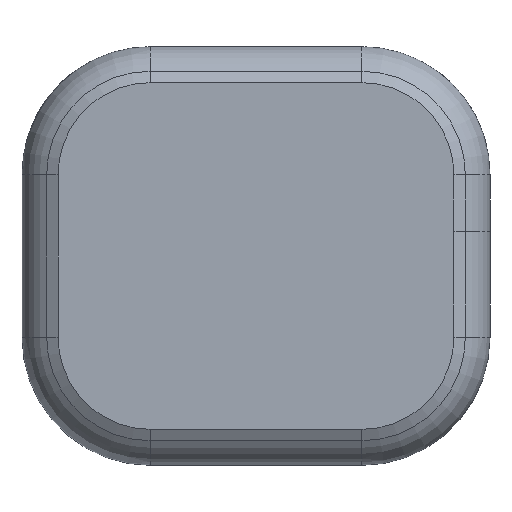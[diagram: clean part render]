
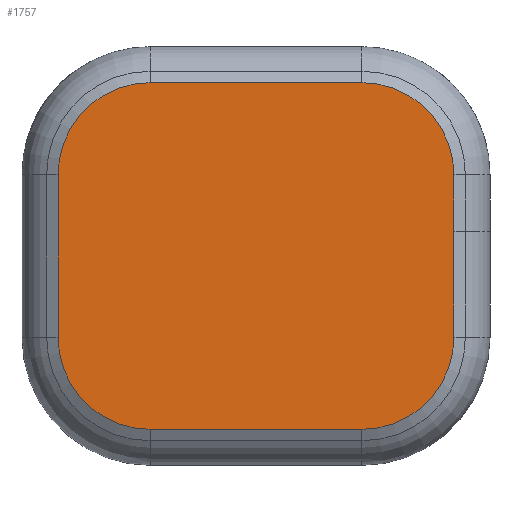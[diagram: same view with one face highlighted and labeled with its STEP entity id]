
A CAD part, front view. The second image highlights one B-rep face of the part: STEP entity #1757.
In plain terms, the highlighted planar face has unit normal (0, -1, 0).
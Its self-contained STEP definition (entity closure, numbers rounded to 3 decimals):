
#7 = EDGE_CURVE ( 'NONE', #1239, #1295, #1419, .T. ) ;
#60 = DIRECTION ( 'NONE',  ( 0., -1., 0. ) ) ;
#84 = DIRECTION ( 'NONE',  ( 0., 0., 1. ) ) ;
#87 = DIRECTION ( 'NONE',  ( 0., -1., 0. ) ) ;
#88 = AXIS2_PLACEMENT_3D ( 'NONE', #824, #955, #1392 ) ;
#109 = CARTESIAN_POINT ( 'NONE',  ( 8.036, 0., 0. ) ) ;
#110 = LINE ( 'NONE', #402, #811 ) ;
#132 = EDGE_CURVE ( 'NONE', #1432, #1239, #1342, .T. ) ;
#174 = EDGE_CURVE ( 'NONE', #437, #853, #1670, .T. ) ;
#185 = ORIENTED_EDGE ( 'NONE', *, *, #132, .T. ) ;
#192 = CARTESIAN_POINT ( 'NONE',  ( 8.036, 0., -4.3 ) ) ;
#227 = DIRECTION ( 'NONE',  ( 0., 0., 1. ) ) ;
#266 = EDGE_CURVE ( 'NONE', #1295, #1160, #1014, .T. ) ;
#275 = ORIENTED_EDGE ( 'NONE', *, *, #644, .T. ) ;
#379 = VERTEX_POINT ( 'NONE', #583 ) ;
#392 = CARTESIAN_POINT ( 'NONE',  ( 8.036, 0., 2.3 ) ) ;
#402 = CARTESIAN_POINT ( 'NONE',  ( 4.3, 0., 6.036 ) ) ;
#410 = DIRECTION ( 'NONE',  ( -1., 0., 0. ) ) ;
#437 = VERTEX_POINT ( 'NONE', #1708 ) ;
#571 = DIRECTION ( 'NONE',  ( 1., 0., 0. ) ) ;
#574 = CARTESIAN_POINT ( 'NONE',  ( 4.3, 0., 6.036 ) ) ;
#583 = CARTESIAN_POINT ( 'NONE',  ( -8.036, 0., 2.3 ) ) ;
#620 = CARTESIAN_POINT ( 'NONE',  ( -4.3, 0., -8.036 ) ) ;
#626 = AXIS2_PLACEMENT_3D ( 'NONE', #645, #60, #1485 ) ;
#644 = EDGE_CURVE ( 'NONE', #853, #989, #1282, .T. ) ;
#645 = CARTESIAN_POINT ( 'NONE',  ( -4.3, 0., -4.3 ) ) ;
#670 = CARTESIAN_POINT ( 'NONE',  ( 7.3, 0., 0. ) ) ;
#673 = ORIENTED_EDGE ( 'NONE', *, *, #1755, .T. ) ;
#679 = DIRECTION ( 'NONE',  ( 1., 0., 0. ) ) ;
#692 = LINE ( 'NONE', #1816, #1689 ) ;
#804 = AXIS2_PLACEMENT_3D ( 'NONE', #1501, #87, #1382 ) ;
#808 = VECTOR ( 'NONE', #571, 1000. ) ;
#811 = VECTOR ( 'NONE', #410, 1000. ) ;
#821 = CARTESIAN_POINT ( 'NONE',  ( 4.3, 0., -8.036 ) ) ;
#824 = CARTESIAN_POINT ( 'NONE',  ( 4.3, 0., -4.3 ) ) ;
#828 = CARTESIAN_POINT ( 'NONE',  ( -4.3, 0., 2.3 ) ) ;
#836 = AXIS2_PLACEMENT_3D ( 'NONE', #828, #1396, #84 ) ;
#843 = EDGE_CURVE ( 'NONE', #379, #1432, #1242, .T. ) ;
#853 = VERTEX_POINT ( 'NONE', #392 ) ;
#869 = VECTOR ( 'NONE', #1646, 1000. ) ;
#931 = CARTESIAN_POINT ( 'NONE',  ( -8.036, 0., 2.3 ) ) ;
#955 = DIRECTION ( 'NONE',  ( 0., -1., 0. ) ) ;
#977 = FACE_OUTER_BOUND ( 'NONE', #1201, .T. ) ;
#989 = VERTEX_POINT ( 'NONE', #574 ) ;
#1001 = CARTESIAN_POINT ( 'NONE',  ( -8.036, 0., -4.3 ) ) ;
#1014 = CIRCLE ( 'NONE', #88, 3.736 ) ;
#1060 = VERTEX_POINT ( 'NONE', #1415 ) ;
#1098 = DIRECTION ( 'NONE',  ( 0., 0., -1. ) ) ;
#1105 = VECTOR ( 'NONE', #1098, 1000. ) ;
#1160 = VERTEX_POINT ( 'NONE', #192 ) ;
#1172 = ORIENTED_EDGE ( 'NONE', *, *, #1395, .T. ) ;
#1201 = EDGE_LOOP ( 'NONE', ( #1172, #1551, #275, #673, #1620, #1666, #185, #1718, #1380 ) ) ;
#1239 = VERTEX_POINT ( 'NONE', #620 ) ;
#1242 = LINE ( 'NONE', #931, #1105 ) ;
#1282 = CIRCLE ( 'NONE', #804, 3.736 ) ;
#1284 = CARTESIAN_POINT ( 'NONE',  ( -4.3, 0., -8.036 ) ) ;
#1295 = VERTEX_POINT ( 'NONE', #821 ) ;
#1305 = EDGE_CURVE ( 'NONE', #1060, #379, #1742, .T. ) ;
#1342 = CIRCLE ( 'NONE', #626, 3.736 ) ;
#1380 = ORIENTED_EDGE ( 'NONE', *, *, #266, .T. ) ;
#1382 = DIRECTION ( 'NONE',  ( 1., 0., 0. ) ) ;
#1392 = DIRECTION ( 'NONE',  ( 0., 0., -1. ) ) ;
#1395 = EDGE_CURVE ( 'NONE', #1160, #437, #692, .T. ) ;
#1396 = DIRECTION ( 'NONE',  ( 0., -1., 0. ) ) ;
#1410 = PLANE ( 'NONE',  #1843 ) ;
#1415 = CARTESIAN_POINT ( 'NONE',  ( -4.3, 0., 6.036 ) ) ;
#1419 = LINE ( 'NONE', #1284, #808 ) ;
#1432 = VERTEX_POINT ( 'NONE', #1001 ) ;
#1485 = DIRECTION ( 'NONE',  ( -1., 0., 0. ) ) ;
#1501 = CARTESIAN_POINT ( 'NONE',  ( 4.3, 0., 2.3 ) ) ;
#1551 = ORIENTED_EDGE ( 'NONE', *, *, #174, .T. ) ;
#1620 = ORIENTED_EDGE ( 'NONE', *, *, #1305, .T. ) ;
#1646 = DIRECTION ( 'NONE',  ( 0., 0., 1. ) ) ;
#1666 = ORIENTED_EDGE ( 'NONE', *, *, #843, .T. ) ;
#1670 = LINE ( 'NONE', #109, #869 ) ;
#1687 = DIRECTION ( 'NONE',  ( 0., -1., 0. ) ) ;
#1689 = VECTOR ( 'NONE', #227, 1000. ) ;
#1708 = CARTESIAN_POINT ( 'NONE',  ( 8.036, 0., 0. ) ) ;
#1718 = ORIENTED_EDGE ( 'NONE', *, *, #7, .T. ) ;
#1742 = CIRCLE ( 'NONE', #836, 3.736 ) ;
#1755 = EDGE_CURVE ( 'NONE', #989, #1060, #110, .T. ) ;
#1757 = ADVANCED_FACE ( 'NONE', ( #977 ), #1410, .T. ) ;
#1816 = CARTESIAN_POINT ( 'NONE',  ( 8.036, 0., -4.3 ) ) ;
#1843 = AXIS2_PLACEMENT_3D ( 'NONE', #670, #1687, #679 ) ;
